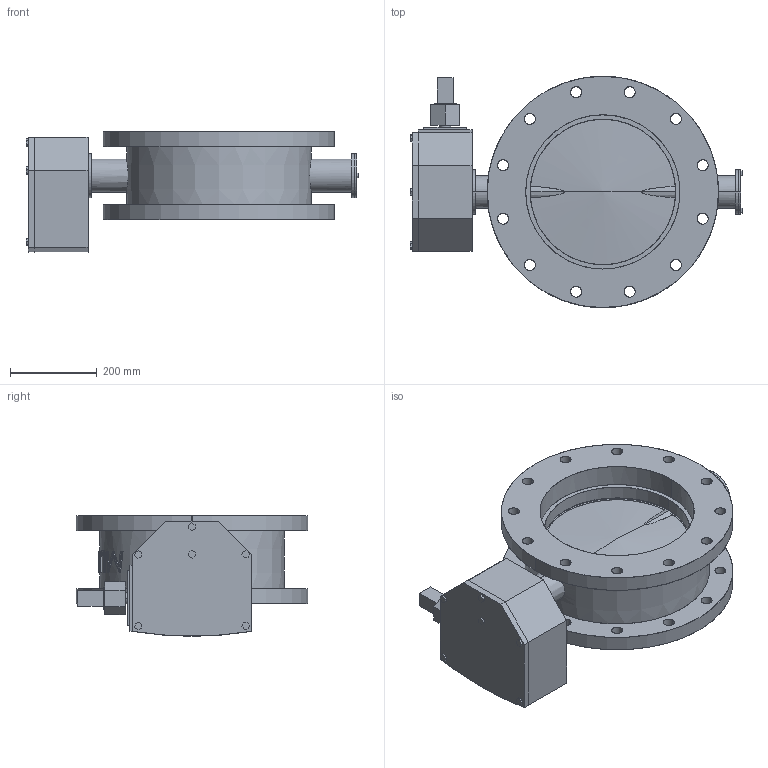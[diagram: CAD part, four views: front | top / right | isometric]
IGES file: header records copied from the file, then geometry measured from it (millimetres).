
Start section: SolidWorks IGES file using analytic representation for surfaces
Global section: file name: B_14.IGS; native system: SolidWorks 2012; preprocessor: SolidWorks 2012; author: CAD; date: 150330.174044; units: inch
Bounding box: 765.56 x 533.4 x 278.37 mm (x, y, z)
Surface area: 2132851.3 mm2 (no closed solid volume)
Topology: 0 solids, 0 shells, 400 faces, 8413 edges, 8409 vertices
Faces by surface type: bspline 236, revolution 164
